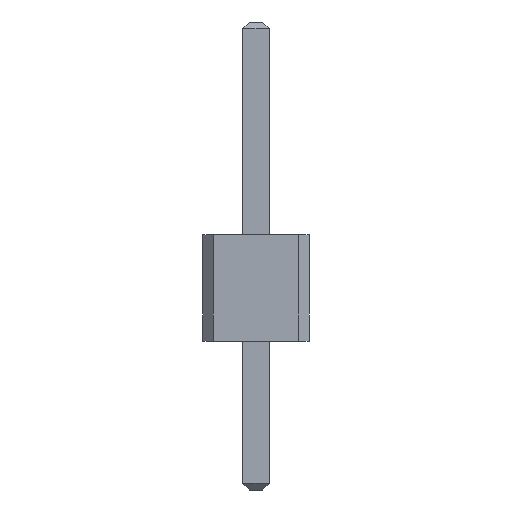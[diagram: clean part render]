
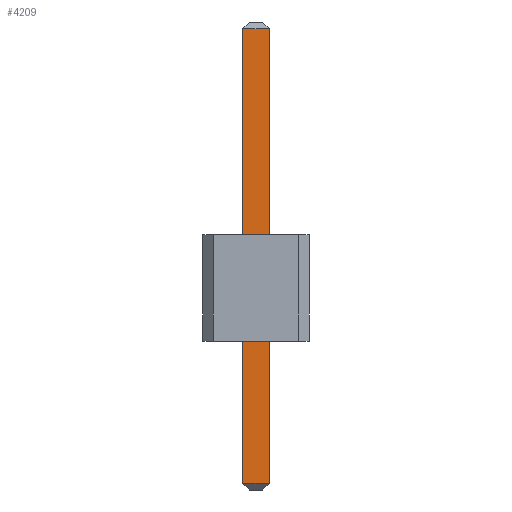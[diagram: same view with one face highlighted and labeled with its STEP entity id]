
A CAD part, front view. The second image highlights one B-rep face of the part: STEP entity #4209.
In plain terms, the highlighted planar face has unit normal (0, -1, 0).
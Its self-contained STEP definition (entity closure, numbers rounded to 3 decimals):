
#13=DIRECTION('',(0.,0.,1.));
#27=VECTOR('',#13,1.);
#67=DIRECTION('',(1.,0.,0.));
#1979=VECTOR('',#67,1.);
#1990=DIRECTION('',(0.,1.,0.));
#4186=EDGE_CURVE('',#4187,#4189,#4191,.T.);
#4187=VERTEX_POINT('',#4188);
#4188=CARTESIAN_POINT('',(-0.25,-66.25,-2.675));
#4189=VERTEX_POINT('',#4190);
#4190=CARTESIAN_POINT('',(-0.25,-66.25,5.875));
#4191=LINE('',#4192,#27);
#4192=CARTESIAN_POINT('',(-0.25,-66.25,-2.8));
#4209=ADVANCED_FACE('',(#4210),#4227,.F.);
#4210=FACE_BOUND('',#4211,.F.);
#4211=EDGE_LOOP('',(#4212,#4220,#4223,#4224));
#4212=ORIENTED_EDGE('',*,*,#4213,.F.);
#4213=EDGE_CURVE('',#4214,#4216,#4218,.T.);
#4214=VERTEX_POINT('',#4215);
#4215=CARTESIAN_POINT('',(0.25,-66.25,-2.675));
#4216=VERTEX_POINT('',#4217);
#4217=CARTESIAN_POINT('',(0.25,-66.25,5.875));
#4218=LINE('',#4219,#27);
#4219=CARTESIAN_POINT('',(0.25,-66.25,-2.8));
#4220=ORIENTED_EDGE('',*,*,#4221,.F.);
#4221=EDGE_CURVE('',#4187,#4214,#4222,.T.);
#4222=LINE('',#4188,#1979);
#4223=ORIENTED_EDGE('',*,*,#4186,.T.);
#4224=ORIENTED_EDGE('',*,*,#4225,.T.);
#4225=EDGE_CURVE('',#4189,#4216,#4226,.T.);
#4226=LINE('',#4190,#1979);
#4227=PLANE('',#4228);
#4228=AXIS2_PLACEMENT_3D('',#4192,#1990,#13);
